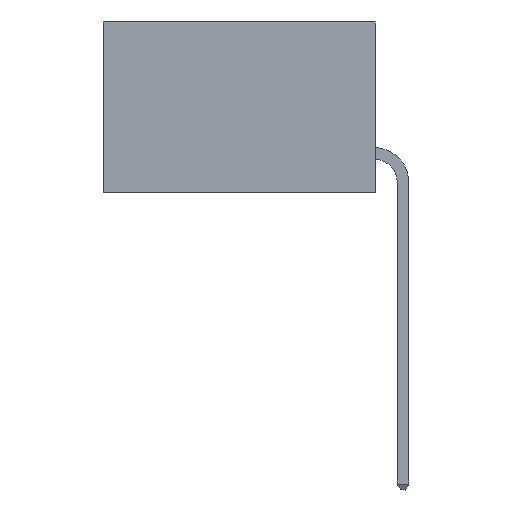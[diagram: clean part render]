
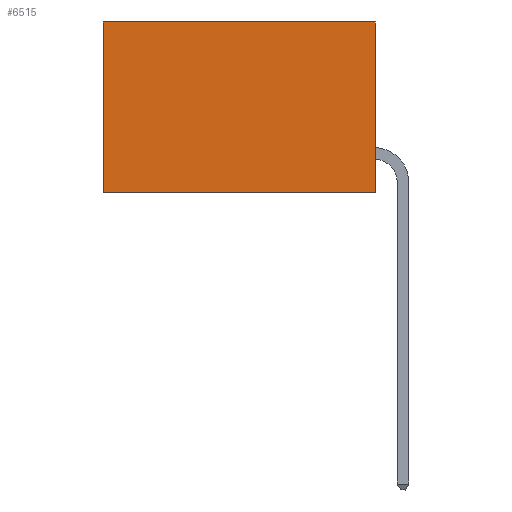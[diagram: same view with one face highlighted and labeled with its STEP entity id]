
A CAD part, left-side view. The second image highlights one B-rep face of the part: STEP entity #6515.
In plain terms, the highlighted planar face has unit normal (-1, 0, 0).
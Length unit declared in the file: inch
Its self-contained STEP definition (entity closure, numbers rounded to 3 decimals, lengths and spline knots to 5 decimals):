
#255 = CARTESIAN_POINT ( 'NONE',  ( 0.277, 0.59, -0.37 ) ) ;
#276 = VECTOR ( 'NONE', #8060, 39.37008 ) ;
#372 = CARTESIAN_POINT ( 'NONE',  ( 0.277, 0., 0. ) ) ;
#620 = DIRECTION ( 'NONE',  ( 0., 1., 0. ) ) ;
#874 = VERTEX_POINT ( 'NONE', #10661 ) ;
#3759 = VECTOR ( 'NONE', #620, 39.37008 ) ;
#5147 = VECTOR ( 'NONE', #9621, 39.37008 ) ;
#5520 = AXIS2_PLACEMENT_3D ( 'NONE', #10286, #10280, #10242 ) ;
#5929 = EDGE_LOOP ( 'NONE', ( #7550, #8033, #11978, #15851 ) ) ;
#6515 = ADVANCED_FACE ( 'NONE', ( #14008 ), #10600, .F. ) ;
#7550 = ORIENTED_EDGE ( 'NONE', *, *, #18182, .T. ) ;
#7666 = VERTEX_POINT ( 'NONE', #372 ) ;
#7827 = LINE ( 'NONE', #11401, #3759 ) ;
#8033 = ORIENTED_EDGE ( 'NONE', *, *, #18540, .F. ) ;
#8060 = DIRECTION ( 'NONE',  ( 0., 0., -1. ) ) ;
#8111 = CARTESIAN_POINT ( 'NONE',  ( 0.277, 0., -0.37 ) ) ;
#9621 = DIRECTION ( 'NONE',  ( 0., 0., -1. ) ) ;
#10242 = DIRECTION ( 'NONE',  ( 0., 0., -1. ) ) ;
#10280 = DIRECTION ( 'NONE',  ( 1., 0., 0. ) ) ;
#10286 = CARTESIAN_POINT ( 'NONE',  ( 0.277, 0., -0.37 ) ) ;
#10388 = VERTEX_POINT ( 'NONE', #14412 ) ;
#10600 = PLANE ( 'NONE',  #5520 ) ;
#10661 = CARTESIAN_POINT ( 'NONE',  ( 0.277, 0.59, 0. ) ) ;
#11401 = CARTESIAN_POINT ( 'NONE',  ( 0.277, 0., 0. ) ) ;
#11459 = VERTEX_POINT ( 'NONE', #18852 ) ;
#11978 = ORIENTED_EDGE ( 'NONE', *, *, #15495, .F. ) ;
#12497 = LINE ( 'NONE', #255, #276 ) ;
#12764 = EDGE_CURVE ( 'NONE', #7666, #874, #7827, .T. ) ;
#13184 = DIRECTION ( 'NONE',  ( 0., 1., 0. ) ) ;
#14008 = FACE_OUTER_BOUND ( 'NONE', #5929, .T. ) ;
#14412 = CARTESIAN_POINT ( 'NONE',  ( 0.277, 0., -0.37 ) ) ;
#15495 = EDGE_CURVE ( 'NONE', #7666, #10388, #16976, .T. ) ;
#15679 = LINE ( 'NONE', #17597, #18266 ) ;
#15851 = ORIENTED_EDGE ( 'NONE', *, *, #12764, .T. ) ;
#16976 = LINE ( 'NONE', #8111, #5147 ) ;
#17597 = CARTESIAN_POINT ( 'NONE',  ( 0.277, 0., -0.37 ) ) ;
#18182 = EDGE_CURVE ( 'NONE', #874, #11459, #12497, .T. ) ;
#18266 = VECTOR ( 'NONE', #13184, 39.37008 ) ;
#18540 = EDGE_CURVE ( 'NONE', #10388, #11459, #15679, .T. ) ;
#18852 = CARTESIAN_POINT ( 'NONE',  ( 0.277, 0.59, -0.37 ) ) ;
